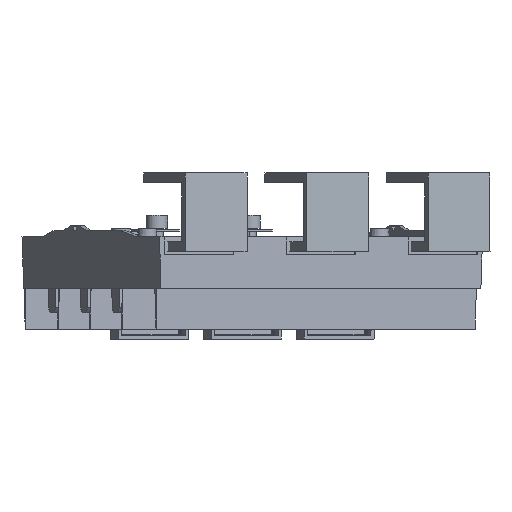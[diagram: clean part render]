
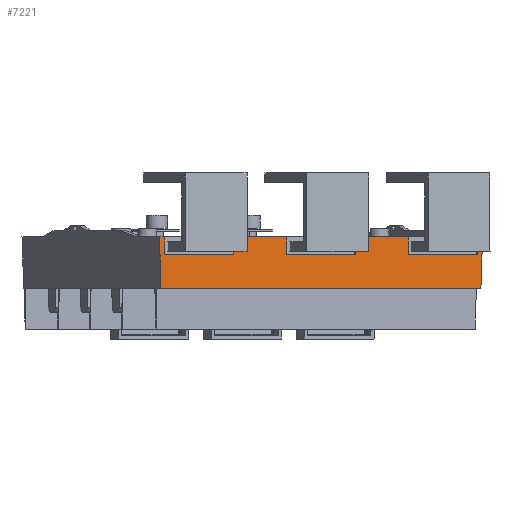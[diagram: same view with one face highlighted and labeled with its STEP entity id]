
A CAD part, front view. The second image highlights one B-rep face of the part: STEP entity #7221.
In plain terms, the highlighted planar face has unit normal (0.324, -0.946, -0.026).
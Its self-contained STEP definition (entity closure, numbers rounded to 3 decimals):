
#183=DIRECTION('',(-0.946,-0.324,0.));
#184=VECTOR('',#183,34.308);
#185=CARTESIAN_POINT('',(-5.155,-111.019,
-46.32));
#186=LINE('',#185,#184);
#197=DIRECTION('',(-0.946,-0.324,0.));
#198=VECTOR('',#197,3.079);
#199=CARTESIAN_POINT('',(-80.03,-136.68,
-46.32));
#200=LINE('',#199,#198);
#302=DIRECTION('',(-0.946,-0.324,0.));
#303=VECTOR('',#302,34.308);
#304=CARTESIAN_POINT('',(69.105,-85.569,-46.32));
#305=LINE('',#304,#303);
#401=DIRECTION('',(0.,-0.028,1.));
#402=VECTOR('',#401,11.004);
#403=CARTESIAN_POINT('',(-5.158,-110.715,
-57.32));
#404=LINE('',#403,#402);
#422=DIRECTION('',(-0.946,-0.324,0.));
#423=VECTOR('',#422,44.);
#424=CARTESIAN_POINT('',(36.466,-96.451,-57.32));
#425=LINE('',#424,#423);
#436=DIRECTION('',(-0.017,0.022,-1.));
#437=VECTOR('',#436,11.004);
#438=CARTESIAN_POINT('',(36.65,-96.692,-46.32));
#439=LINE('',#438,#437);
#443=DIRECTION('',(0.946,0.324,0.));
#444=VECTOR('',#443,3.079);
#445=CARTESIAN_POINT('',(111.525,-71.032,-46.32));
#446=LINE('',#445,#444);
#450=DIRECTION('',(-0.016,-0.033,0.999));
#451=VECTOR('',#450,31.522);
#452=CARTESIAN_POINT('',(-82.43,-136.63,
-77.82));
#453=LINE('',#452,#451);
#457=DIRECTION('',(0.016,0.033,-0.999));
#458=VECTOR('',#457,11.008);
#459=CARTESIAN_POINT('',(-80.03,-136.68,
-46.32));
#460=LINE('',#459,#458);
#464=DIRECTION('',(0.033,-0.016,0.999));
#465=VECTOR('',#464,11.008);
#466=CARTESIAN_POINT('',(111.159,-70.852,-57.32));
#467=LINE('',#466,#465);
#506=DIRECTION('',(0.033,-0.016,0.999));
#507=VECTOR('',#506,31.522);
#508=CARTESIAN_POINT('',(113.39,-69.521,-77.82));
#509=LINE('',#508,#507);
#1311=DIRECTION('',(0.946,0.324,0.));
#1312=VECTOR('',#1311,207.);
#1313=CARTESIAN_POINT('',(-82.43,-136.63,
-77.82));
#1314=LINE('',#1313,#1312);
#5418=DIRECTION('',(-0.017,0.022,-1.));
#5419=VECTOR('',#5418,11.004);
#5420=CARTESIAN_POINT('',(-37.61,-122.142,
-46.32));
#5421=LINE('',#5420,#5419);
#5432=DIRECTION('',(-0.946,-0.324,0.));
#5433=VECTOR('',#5432,44.458);
#5434=CARTESIAN_POINT('',(-37.794,-121.9,
-57.32));
#5435=LINE('',#5434,#5433);
#5453=DIRECTION('',(0.,-0.028,1.));
#5454=VECTOR('',#5453,11.004);
#5455=CARTESIAN_POINT('',(69.102,-85.266,
-57.32));
#5456=LINE('',#5455,#5454);
#5495=DIRECTION('',(-0.946,-0.324,0.));
#5496=VECTOR('',#5495,44.458);
#5497=CARTESIAN_POINT('',(111.159,-70.852,
-57.32));
#5498=LINE('',#5497,#5496);
#6030=CARTESIAN_POINT('',(-5.155,-111.019,
-46.32));
#6031=VERTEX_POINT('',#6030);
#6032=CARTESIAN_POINT('',(-37.61,-122.142,
-46.32));
#6033=VERTEX_POINT('',#6032);
#6038=CARTESIAN_POINT('',(-80.03,-136.68,
-46.32));
#6039=VERTEX_POINT('',#6038);
#6040=CARTESIAN_POINT('',(-82.943,-137.678,
-46.32));
#6041=VERTEX_POINT('',#6040);
#6080=CARTESIAN_POINT('',(114.438,-70.034,-46.32));
#6081=VERTEX_POINT('',#6080);
#6082=CARTESIAN_POINT('',(111.525,-71.032,
-46.32));
#6083=VERTEX_POINT('',#6082);
#6088=CARTESIAN_POINT('',(69.105,-85.569,
-46.32));
#6089=VERTEX_POINT('',#6088);
#6090=CARTESIAN_POINT('',(36.65,-96.692,
-46.32));
#6091=VERTEX_POINT('',#6090);
#6112=CARTESIAN_POINT('',(-5.158,-110.715,
-57.32));
#6113=VERTEX_POINT('',#6112);
#6114=CARTESIAN_POINT('',(36.466,-96.451,
-57.32));
#6115=VERTEX_POINT('',#6114);
#6116=CARTESIAN_POINT('',(113.39,-69.521,
-77.82));
#6117=VERTEX_POINT('',#6116);
#6118=CARTESIAN_POINT('',(-82.43,-136.63,
-77.82));
#6119=VERTEX_POINT('',#6118);
#6120=CARTESIAN_POINT('',(-79.851,-136.314,
-57.32));
#6121=VERTEX_POINT('',#6120);
#6122=CARTESIAN_POINT('',(-37.794,-121.9,
-57.32));
#6123=VERTEX_POINT('',#6122);
#6124=CARTESIAN_POINT('',(69.102,-85.266,
-57.32));
#6125=VERTEX_POINT('',#6124);
#6126=CARTESIAN_POINT('',(111.159,-70.852,
-57.32));
#6127=VERTEX_POINT('',#6126);
#7189=CARTESIAN_POINT('',(15.48,-103.075,
-77.82));
#7190=DIRECTION('',(0.324,-0.946,-0.026));
#7191=DIRECTION('',(-0.008,0.025,-1.));
#7192=AXIS2_PLACEMENT_3D('',#7189,#7190,#7191);
#7193=PLANE('',#7192);
#7194=ORIENTED_EDGE('',*,*,#7094,.T.);
#7196=ORIENTED_EDGE('',*,*,#7195,.F.);
#7198=ORIENTED_EDGE('',*,*,#7197,.F.);
#7200=ORIENTED_EDGE('',*,*,#7199,.T.);
#7201=ORIENTED_EDGE('',*,*,#7048,.F.);
#7203=ORIENTED_EDGE('',*,*,#7202,.T.);
#7205=ORIENTED_EDGE('',*,*,#7204,.F.);
#7207=ORIENTED_EDGE('',*,*,#7206,.F.);
#7208=ORIENTED_EDGE('',*,*,#7040,.F.);
#7209=ORIENTED_EDGE('',*,*,#7156,.F.);
#7210=ORIENTED_EDGE('',*,*,#7170,.F.);
#7211=ORIENTED_EDGE('',*,*,#7183,.F.);
#7212=ORIENTED_EDGE('',*,*,#7102,.F.);
#7214=ORIENTED_EDGE('',*,*,#7213,.F.);
#7216=ORIENTED_EDGE('',*,*,#7215,.F.);
#7218=ORIENTED_EDGE('',*,*,#7217,.T.);
#7219=EDGE_LOOP('',(#7194,#7196,#7198,#7200,#7201,#7203,#7205,#7207,#7208,#7209,
#7210,#7211,#7212,#7214,#7216,#7218));
#7220=FACE_OUTER_BOUND('',#7219,.F.);
#7040=EDGE_CURVE('',#6031,#6033,#186,.T.);
#7048=EDGE_CURVE('',#6039,#6041,#200,.T.);
#7094=EDGE_CURVE('',#6083,#6081,#446,.T.);
#7102=EDGE_CURVE('',#6089,#6091,#305,.T.);
#7156=EDGE_CURVE('',#6113,#6031,#404,.T.);
#7170=EDGE_CURVE('',#6115,#6113,#425,.T.);
#7183=EDGE_CURVE('',#6091,#6115,#439,.T.);
#7195=EDGE_CURVE('',#6117,#6081,#509,.T.);
#7197=EDGE_CURVE('',#6119,#6117,#1314,.T.);
#7199=EDGE_CURVE('',#6119,#6041,#453,.T.);
#7202=EDGE_CURVE('',#6039,#6121,#460,.T.);
#7204=EDGE_CURVE('',#6123,#6121,#5435,.T.);
#7206=EDGE_CURVE('',#6033,#6123,#5421,.T.);
#7213=EDGE_CURVE('',#6125,#6089,#5456,.T.);
#7215=EDGE_CURVE('',#6127,#6125,#5498,.T.);
#7217=EDGE_CURVE('',#6127,#6083,#467,.T.);
#7221=ADVANCED_FACE('',(#7220),#7193,.T.);
